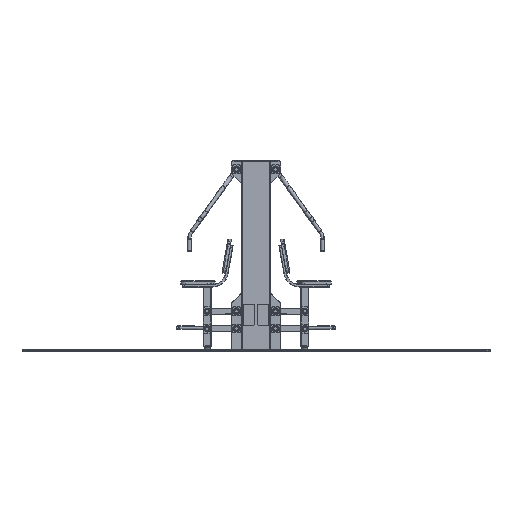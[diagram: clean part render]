
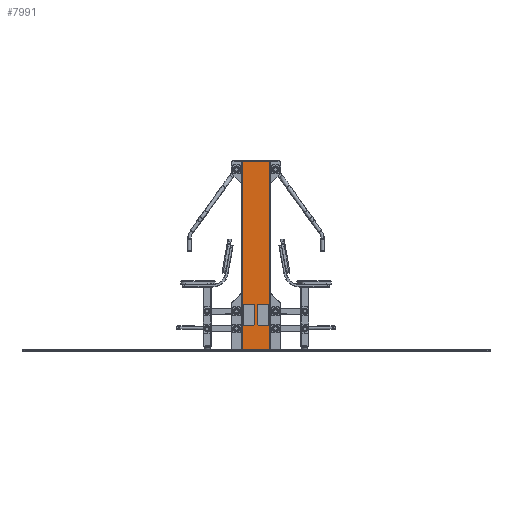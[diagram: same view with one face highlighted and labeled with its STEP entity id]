
A CAD part, top view. The second image highlights one B-rep face of the part: STEP entity #7991.
In plain terms, the highlighted face is planar.
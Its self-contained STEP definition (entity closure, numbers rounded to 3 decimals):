
#7991=ADVANCED_FACE('',(#12293),#12295,.T.);
#12293=FACE_BOUND('',#12294,.T.);
#12294=EDGE_LOOP('',(#20729,#20730,#20731,#20732));
#12295=PLANE('',#12296);
#12296=AXIS2_PLACEMENT_3D('',#12297,#12298,#12299);
#12297=CARTESIAN_POINT('',(10.,0.,-272.));
#12298=DIRECTION('',(-1.,0.,0.));
#12299=DIRECTION('',(0.,0.,1.));
#20729=ORIENTED_EDGE('',*,*,#25472,.T.);
#20730=ORIENTED_EDGE('',*,*,#25473,.T.);
#20731=ORIENTED_EDGE('',*,*,#25474,.F.);
#20732=ORIENTED_EDGE('',*,*,#25470,.F.);
#25470=EDGE_CURVE('',#27929,#27931,#27932,.T.);
#25472=EDGE_CURVE('',#27929,#27934,#27935,.T.);
#25473=EDGE_CURVE('',#27934,#27936,#27937,.T.);
#25474=EDGE_CURVE('',#27931,#27936,#27938,.T.);
#27929=VERTEX_POINT('',#32133);
#27931=VERTEX_POINT('',#32138);
#27932=LINE('',#32139,#32140);
#27934=VERTEX_POINT('',#32146);
#27935=LINE('',#32147,#32148);
#27936=VERTEX_POINT('',#32150);
#27937=LINE('',#32151,#32152);
#27938=LINE('',#32154,#32155);
#32133=CARTESIAN_POINT('',(10.,0.,-272.));
#32138=CARTESIAN_POINT('',(10.,1832.,-272.));
#32139=CARTESIAN_POINT('',(10.,0.,-272.));
#32140=VECTOR('',#32141,1.);
#32141=DIRECTION('',(0.,1.,0.));
#32146=CARTESIAN_POINT('',(10.,0.,-8.));
#32147=CARTESIAN_POINT('',(10.,0.,-272.));
#32148=VECTOR('',#32149,1.);
#32149=DIRECTION('',(0.,0.,1.));
#32150=CARTESIAN_POINT('',(10.,1832.,-8.));
#32151=CARTESIAN_POINT('',(10.,0.,-8.));
#32152=VECTOR('',#32153,1.);
#32153=DIRECTION('',(0.,1.,0.));
#32154=CARTESIAN_POINT('',(10.,1832.,-272.));
#32155=VECTOR('',#32156,1.);
#32156=DIRECTION('',(0.,0.,1.));
